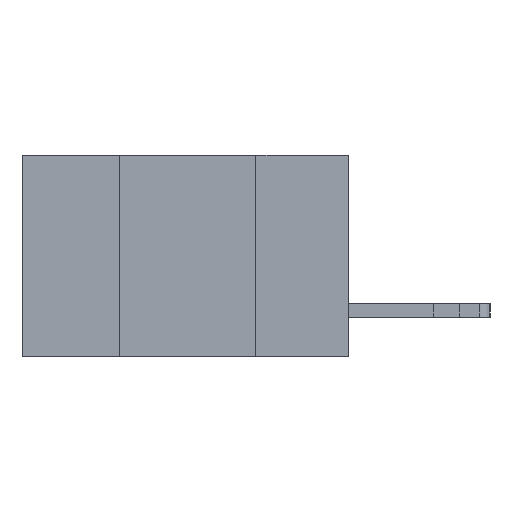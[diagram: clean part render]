
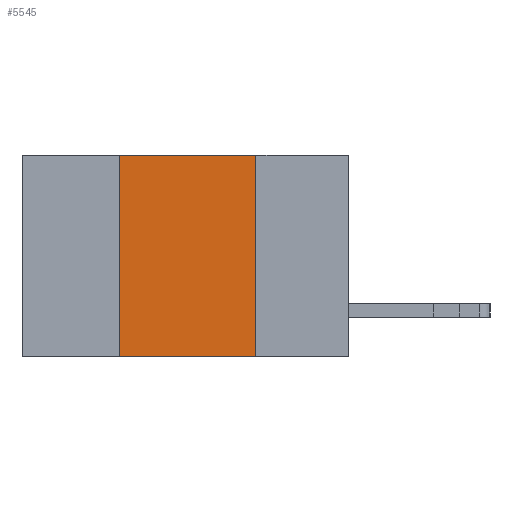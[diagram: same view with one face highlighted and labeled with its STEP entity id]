
A CAD part, left-side view. The second image highlights one B-rep face of the part: STEP entity #5545.
In plain terms, the highlighted planar face has unit normal (-1, 0, 0).
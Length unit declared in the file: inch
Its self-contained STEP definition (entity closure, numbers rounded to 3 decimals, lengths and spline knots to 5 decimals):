
#580 = CARTESIAN_POINT ( 'NONE',  ( 0., 0.42, 0. ) ) ;
#689 = VECTOR ( 'NONE', #11353, 39.37008 ) ;
#824 = VECTOR ( 'NONE', #6778, 39.37008 ) ;
#1490 = ORIENTED_EDGE ( 'NONE', *, *, #3178, .T. ) ;
#1927 = VERTEX_POINT ( 'NONE', #7047 ) ;
#2665 = CARTESIAN_POINT ( 'NONE',  ( 0., 0.17, 0. ) ) ;
#2897 = VECTOR ( 'NONE', #8802, 39.37008 ) ;
#3044 = ORIENTED_EDGE ( 'NONE', *, *, #8540, .F. ) ;
#3178 = EDGE_CURVE ( 'NONE', #1927, #12757, #9442, .T. ) ;
#4948 = DIRECTION ( 'NONE',  ( 0., 0., -1. ) ) ;
#5169 = VERTEX_POINT ( 'NONE', #9163 ) ;
#5545 = ADVANCED_FACE ( 'NONE', ( #12291 ), #10023, .F. ) ;
#5636 = AXIS2_PLACEMENT_3D ( 'NONE', #12278, #10585, #4948 ) ;
#5750 = EDGE_LOOP ( 'NONE', ( #11240, #6768, #3044, #1490 ) ) ;
#5770 = LINE ( 'NONE', #7703, #2897 ) ;
#6040 = DIRECTION ( 'NONE',  ( 0., 0., 1. ) ) ;
#6290 = LINE ( 'NONE', #12279, #824 ) ;
#6768 = ORIENTED_EDGE ( 'NONE', *, *, #8914, .F. ) ;
#6778 = DIRECTION ( 'NONE',  ( 0., 0., -1. ) ) ;
#7047 = CARTESIAN_POINT ( 'NONE',  ( 0., 0.42, -0.37 ) ) ;
#7652 = VECTOR ( 'NONE', #6040, 39.37008 ) ;
#7703 = CARTESIAN_POINT ( 'NONE',  ( 0., 0.6, 0. ) ) ;
#7826 = EDGE_CURVE ( 'NONE', #13554, #12757, #6290, .T. ) ;
#8540 = EDGE_CURVE ( 'NONE', #1927, #5169, #10939, .T. ) ;
#8802 = DIRECTION ( 'NONE',  ( 0., -1., 0. ) ) ;
#8914 = EDGE_CURVE ( 'NONE', #5169, #13554, #5770, .T. ) ;
#9163 = CARTESIAN_POINT ( 'NONE',  ( 0., 0.42, 0. ) ) ;
#9442 = LINE ( 'NONE', #12345, #689 ) ;
#10023 = PLANE ( 'NONE',  #5636 ) ;
#10585 = DIRECTION ( 'NONE',  ( 1., 0., 0. ) ) ;
#10939 = LINE ( 'NONE', #580, #7652 ) ;
#11240 = ORIENTED_EDGE ( 'NONE', *, *, #7826, .F. ) ;
#11353 = DIRECTION ( 'NONE',  ( 0., -1., 0. ) ) ;
#12278 = CARTESIAN_POINT ( 'NONE',  ( 0., 0.6, 0. ) ) ;
#12279 = CARTESIAN_POINT ( 'NONE',  ( 0., 0.17, 0. ) ) ;
#12291 = FACE_OUTER_BOUND ( 'NONE', #5750, .T. ) ;
#12345 = CARTESIAN_POINT ( 'NONE',  ( 0., 0.6, -0.37 ) ) ;
#12757 = VERTEX_POINT ( 'NONE', #13318 ) ;
#13318 = CARTESIAN_POINT ( 'NONE',  ( 0., 0.17, -0.37 ) ) ;
#13554 = VERTEX_POINT ( 'NONE', #2665 ) ;
